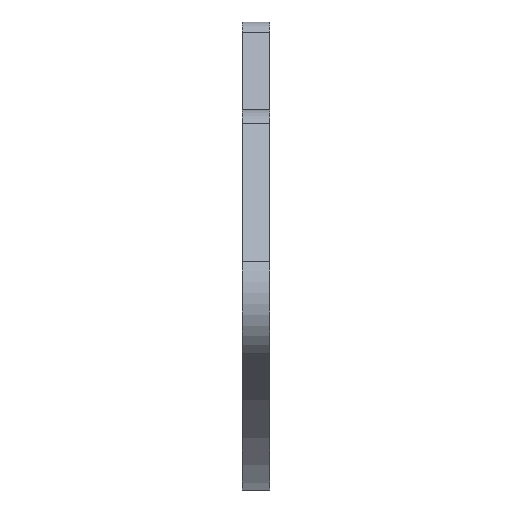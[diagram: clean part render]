
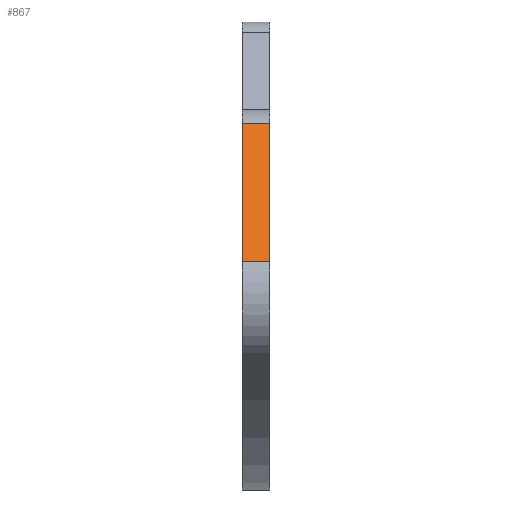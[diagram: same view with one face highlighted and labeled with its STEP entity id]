
A CAD part, left-side view. The second image highlights one B-rep face of the part: STEP entity #867.
In plain terms, the highlighted planar face has unit normal (-0.806, 0, 0.592).
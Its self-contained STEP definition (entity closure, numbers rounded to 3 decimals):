
#286=FACE_OUTER_BOUND('',#3516,.T.);
#867=ADVANCED_FACE('',(#286),#1474,.F.);
#1474=PLANE('',#11322);
#1948=LINE('',#14526,#2544);
#2002=LINE('',#17000,#2598);
#2038=LINE('',#17876,#2641);
#2039=LINE('',#17877,#2642);
#2544=VECTOR('',#11919,1.);
#2598=VECTOR('',#12019,1.);
#2641=VECTOR('',#12126,1.);
#2642=VECTOR('',#12127,1.);
#3516=EDGE_LOOP('',(#4789,#4790,#4791,#4792));
#4789=ORIENTED_EDGE('',*,*,#8960,.T.);
#4790=ORIENTED_EDGE('',*,*,#9040,.T.);
#4791=ORIENTED_EDGE('',*,*,#8554,.F.);
#4792=ORIENTED_EDGE('',*,*,#9041,.T.);
#7468=VERTEX_POINT('',#14525);
#7469=VERTEX_POINT('',#14527);
#7874=VERTEX_POINT('',#16999);
#7875=VERTEX_POINT('',#17001);
#8554=EDGE_CURVE('',#7468,#7469,#1948,.T.);
#8960=EDGE_CURVE('',#7875,#7874,#2002,.T.);
#9040=EDGE_CURVE('',#7874,#7469,#2038,.T.);
#9041=EDGE_CURVE('',#7468,#7875,#2039,.T.);
#11322=AXIS2_PLACEMENT_3D('',#17878,#12128,#12129);
#11919=DIRECTION('',(-0.591,0.,-0.806));
#12019=DIRECTION('',(-0.591,0.,-0.806));
#12126=DIRECTION('',(0.,-1.,0.));
#12127=DIRECTION('',(0.,1.,0.));
#12128=DIRECTION('',(0.806,0.,-0.591));
#12129=DIRECTION('',(-0.591,0.,-0.806));
#14525=CARTESIAN_POINT('',(-84.553,-461.,-64.551));
#14526=CARTESIAN_POINT('',(-76.879,-461.,-54.089));
#14527=CARTESIAN_POINT('',(-114.489,-461.,-105.363));
#16999=CARTESIAN_POINT('',(-114.489,-453.,-105.363));
#17000=CARTESIAN_POINT('',(-76.879,-453.,-54.089));
#17001=CARTESIAN_POINT('',(-84.553,-453.,-64.551));
#17876=CARTESIAN_POINT('',(-114.489,-461.,-105.363));
#17877=CARTESIAN_POINT('',(-84.553,-461.,-64.551));
#17878=CARTESIAN_POINT('',(-76.879,-461.,-54.089));
